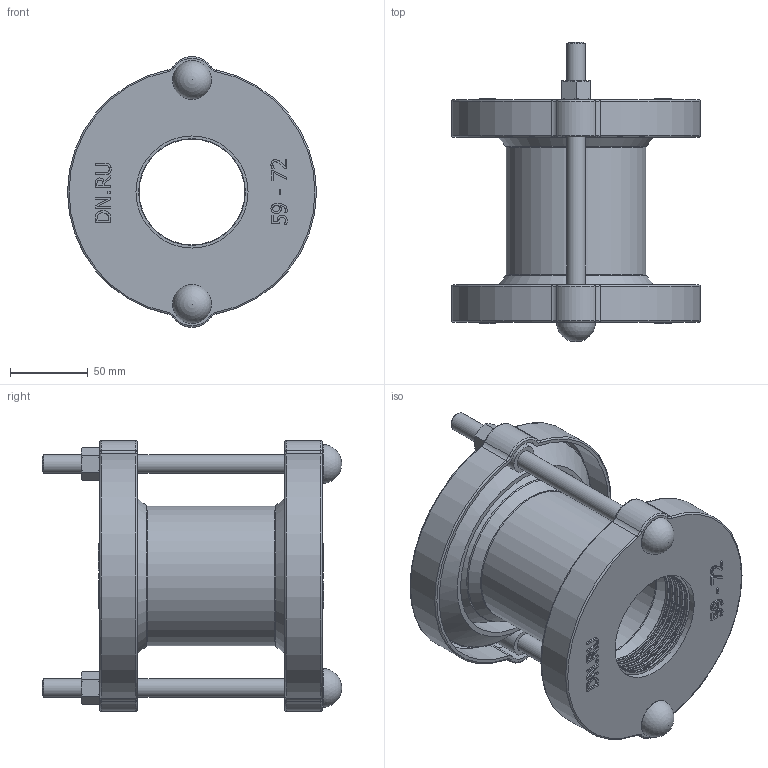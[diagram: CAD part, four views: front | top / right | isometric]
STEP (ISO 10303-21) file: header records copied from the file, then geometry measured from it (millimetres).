
FILE_DESCRIPTION(/* description */ (''),/* implementation_level */ '2;1');
FILE_NAME(/* name */ 'DN50_3D_STEP.stp',/* time_stamp */ '2024-04-22T23:06:44+03:00',/* author */ ('igorr'),/* organization */ (''),/* preprocessor_version */ 'ST-DEVELOPER v19.2',/* originating_system */ 'Autodesk Inventor 2023',/* authorisation */ '');
FILE_SCHEMA (('AUTOMOTIVE_DESIGN { 1 0 10303 214 3 1 1 }'));
Length unit declared in the file: millimetre
Products named in the file (6): Сборка; Основа; Деталь; Прокладка; Винт; ANSI B18.2.4.2M - M12x1,75
Assembly tree (9 placements, depth 2):
  Сборка
    Деталь  x2
    Прокладка  x2
    Основа
    Винт  x2
    ANSI B18.2.4.2M - M12x1,75  x2
Bounding box: 160 x 192.5 x 174 mm (x, y, z)
Volume: 847603.7 mm3; surface area: 265986.3 mm2
Topology: 9 solids, 9 shells, 552 faces, 1398 edges, 910 vertices
Faces by surface type: plane 210, bspline 132, torus 84, cylinder 74, cone 50, sphere 2
Full cylindrical faces by diameter (mm): 10.106 x2, 12 x6, 18 x4, 68 x10, 72 x11, 89.923 x1, 115 x4
Entity records: 9732 total; most frequent: CARTESIAN_POINT 2705, ORIENTED_EDGE 1438, DIRECTION 1240, EDGE_CURVE 719, VERTEX_POINT 469, AXIS2_PLACEMENT_3D 464, EDGE_LOOP 320, LINE 312
